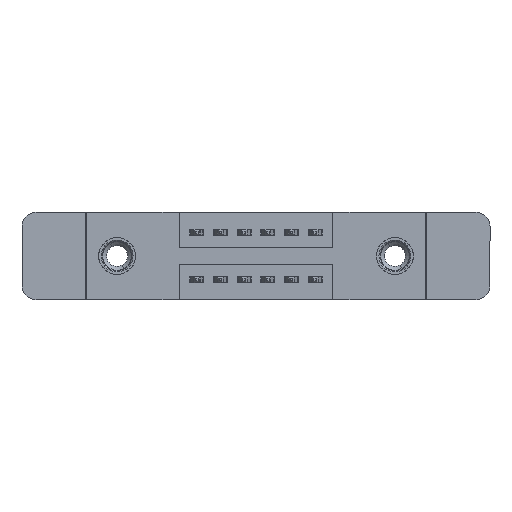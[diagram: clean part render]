
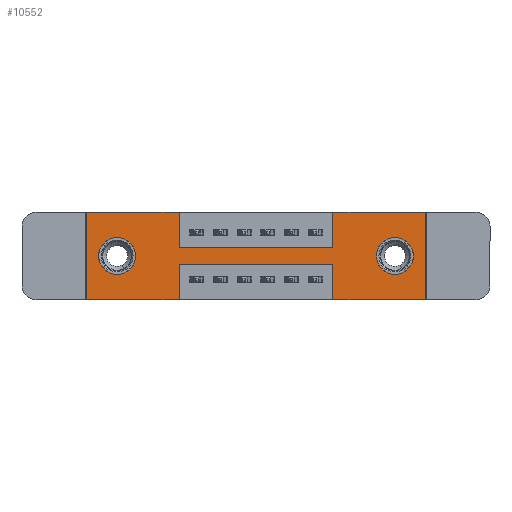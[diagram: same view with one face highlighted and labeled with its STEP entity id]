
A CAD part, front view. The second image highlights one B-rep face of the part: STEP entity #10552.
In plain terms, the highlighted planar face has unit normal (0, -1, 0).
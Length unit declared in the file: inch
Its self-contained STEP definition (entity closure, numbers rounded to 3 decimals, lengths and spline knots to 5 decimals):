
#17 = CARTESIAN_POINT ( 'NONE',  ( 0.3925, 0., -0.15 ) ) ;
#105 = ORIENTED_EDGE ( 'NONE', *, *, #14506, .F. ) ;
#147 = LINE ( 'NONE', #1791, #8522 ) ;
#318 = VECTOR ( 'NONE', #1054, 39.37008 ) ;
#363 = VECTOR ( 'NONE', #2765, 39.37008 ) ;
#368 = CARTESIAN_POINT ( 'NONE',  ( 0., 0., 0. ) ) ;
#410 = DIRECTION ( 'NONE',  ( 0., 0., -1. ) ) ;
#554 = LINE ( 'NONE', #12062, #363 ) ;
#826 = VECTOR ( 'NONE', #12829, 39.37008 ) ;
#859 = EDGE_CURVE ( 'NONE', #3866, #1836, #5891, .T. ) ;
#1054 = DIRECTION ( 'NONE',  ( 0., 0., 1. ) ) ;
#1083 = VECTOR ( 'NONE', #1217, 39.37008 ) ;
#1217 = DIRECTION ( 'NONE',  ( 0., 0., 1. ) ) ;
#1259 = EDGE_CURVE ( 'NONE', #1836, #2228, #12680, .T. ) ;
#1307 = VECTOR ( 'NONE', #13130, 39.37008 ) ;
#1428 = CARTESIAN_POINT ( 'NONE',  ( 1.435, 0., -0.37 ) ) ;
#1576 = DIRECTION ( 'NONE',  ( 0., 1., 0. ) ) ;
#1739 = VECTOR ( 'NONE', #410, 39.37008 ) ;
#1791 = CARTESIAN_POINT ( 'NONE',  ( 1.435, 0., 0. ) ) ;
#1836 = VERTEX_POINT ( 'NONE', #13773 ) ;
#1837 = LINE ( 'NONE', #5363, #9316 ) ;
#1992 = CARTESIAN_POINT ( 'NONE',  ( 0.3925, 0., -0.37 ) ) ;
#2210 = CARTESIAN_POINT ( 'NONE',  ( 1.435, 0., 0. ) ) ;
#2228 = VERTEX_POINT ( 'NONE', #14553 ) ;
#2733 = EDGE_CURVE ( 'NONE', #3607, #3866, #6927, .T. ) ;
#2765 = DIRECTION ( 'NONE',  ( -1., 0., 0. ) ) ;
#2889 = DIRECTION ( 'NONE',  ( 0., 0., -1. ) ) ;
#3100 = DIRECTION ( 'NONE',  ( 0., 0., -1. ) ) ;
#3202 = EDGE_CURVE ( 'NONE', #4428, #3555, #147, .T. ) ;
#3369 = CARTESIAN_POINT ( 'NONE',  ( 0., 0., 0. ) ) ;
#3385 = VERTEX_POINT ( 'NONE', #5608 ) ;
#3410 = CARTESIAN_POINT ( 'NONE',  ( 1.0425, 0., 0. ) ) ;
#3555 = VERTEX_POINT ( 'NONE', #1428 ) ;
#3607 = VERTEX_POINT ( 'NONE', #10740 ) ;
#3627 = EDGE_CURVE ( 'NONE', #3385, #5073, #6178, .T. ) ;
#3659 = DIRECTION ( 'NONE',  ( -1., 0., 0. ) ) ;
#3783 = LINE ( 'NONE', #8545, #1307 ) ;
#3866 = VERTEX_POINT ( 'NONE', #14554 ) ;
#3882 = ORIENTED_EDGE ( 'NONE', *, *, #859, .F. ) ;
#4072 = EDGE_CURVE ( 'NONE', #5616, #14590, #9943, .T. ) ;
#4094 = DIRECTION ( 'NONE',  ( 0., -1., 0. ) ) ;
#4428 = VERTEX_POINT ( 'NONE', #2210 ) ;
#4448 = DIRECTION ( 'NONE',  ( 0., 0., -1. ) ) ;
#4494 = DIRECTION ( 'NONE',  ( 0., 0., -1. ) ) ;
#5073 = VERTEX_POINT ( 'NONE', #10164 ) ;
#5134 = ORIENTED_EDGE ( 'NONE', *, *, #9276, .F. ) ;
#5309 = ORIENTED_EDGE ( 'NONE', *, *, #3202, .F. ) ;
#5363 = CARTESIAN_POINT ( 'NONE',  ( 0.3925, 0., -0.22 ) ) ;
#5424 = LINE ( 'NONE', #368, #826 ) ;
#5429 = EDGE_CURVE ( 'NONE', #13220, #5698, #3783, .T. ) ;
#5475 = LINE ( 'NONE', #3410, #318 ) ;
#5608 = CARTESIAN_POINT ( 'NONE',  ( 1.305, 0., -0.107 ) ) ;
#5616 = VERTEX_POINT ( 'NONE', #6803 ) ;
#5698 = VERTEX_POINT ( 'NONE', #12127 ) ;
#5731 = EDGE_CURVE ( 'NONE', #5698, #5616, #1837, .T. ) ;
#5751 = CARTESIAN_POINT ( 'NONE',  ( 0.3925, 0., 0. ) ) ;
#5800 = LINE ( 'NONE', #10504, #7596 ) ;
#5877 = EDGE_CURVE ( 'NONE', #11671, #13594, #8954, .T. ) ;
#5891 = LINE ( 'NONE', #13404, #8209 ) ;
#6154 = EDGE_LOOP ( 'NONE', ( #7475, #9883 ) ) ;
#6178 = CIRCLE ( 'NONE', #9493, 0.078 ) ;
#6542 = LINE ( 'NONE', #17, #10469 ) ;
#6591 = EDGE_CURVE ( 'NONE', #13594, #11671, #13943, .T. ) ;
#6803 = CARTESIAN_POINT ( 'NONE',  ( 0.3925, 0., -0.22 ) ) ;
#6927 = LINE ( 'NONE', #3369, #1083 ) ;
#7166 = ORIENTED_EDGE ( 'NONE', *, *, #9251, .T. ) ;
#7180 = ORIENTED_EDGE ( 'NONE', *, *, #10325, .F. ) ;
#7187 = VERTEX_POINT ( 'NONE', #11591 ) ;
#7218 = CARTESIAN_POINT ( 'NONE',  ( 0.3925, 0., -0.37 ) ) ;
#7475 = ORIENTED_EDGE ( 'NONE', *, *, #6591, .T. ) ;
#7494 = ORIENTED_EDGE ( 'NONE', *, *, #5731, .F. ) ;
#7504 = AXIS2_PLACEMENT_3D ( 'NONE', #11276, #10129, #12568 ) ;
#7596 = VECTOR ( 'NONE', #3659, 39.37008 ) ;
#7716 = DIRECTION ( 'NONE',  ( 1., 0., 0. ) ) ;
#8116 = FACE_OUTER_BOUND ( 'NONE', #12423, .T. ) ;
#8209 = VECTOR ( 'NONE', #7716, 39.37008 ) ;
#8297 = FACE_BOUND ( 'NONE', #6154, .T. ) ;
#8388 = CARTESIAN_POINT ( 'NONE',  ( 1.305, 0., -0.185 ) ) ;
#8522 = VECTOR ( 'NONE', #12055, 39.37008 ) ;
#8545 = CARTESIAN_POINT ( 'NONE',  ( 1.0425, 0., -0.37 ) ) ;
#8650 = CARTESIAN_POINT ( 'NONE',  ( 1.0425, 0., -0.37 ) ) ;
#8954 = CIRCLE ( 'NONE', #7504, 0.078 ) ;
#9071 = CARTESIAN_POINT ( 'NONE',  ( 1.305, 0., -0.185 ) ) ;
#9251 = EDGE_CURVE ( 'NONE', #5073, #3385, #13342, .T. ) ;
#9276 = EDGE_CURVE ( 'NONE', #7187, #10757, #5475, .T. ) ;
#9316 = VECTOR ( 'NONE', #10931, 39.37008 ) ;
#9364 = EDGE_LOOP ( 'NONE', ( #14178, #7166 ) ) ;
#9493 = AXIS2_PLACEMENT_3D ( 'NONE', #8388, #1576, #2889 ) ;
#9610 = ORIENTED_EDGE ( 'NONE', *, *, #9753, .F. ) ;
#9742 = AXIS2_PLACEMENT_3D ( 'NONE', #9071, #11257, #4448 ) ;
#9753 = EDGE_CURVE ( 'NONE', #2228, #7187, #6542, .T. ) ;
#9883 = ORIENTED_EDGE ( 'NONE', *, *, #5877, .T. ) ;
#9943 = LINE ( 'NONE', #7218, #1739 ) ;
#10012 = AXIS2_PLACEMENT_3D ( 'NONE', #10496, #13925, #13587 ) ;
#10129 = DIRECTION ( 'NONE',  ( 0., 1., 0. ) ) ;
#10164 = CARTESIAN_POINT ( 'NONE',  ( 1.305, 0., -0.263 ) ) ;
#10195 = DIRECTION ( 'NONE',  ( 1., 0., 0. ) ) ;
#10325 = EDGE_CURVE ( 'NONE', #3555, #13220, #5800, .T. ) ;
#10469 = VECTOR ( 'NONE', #10195, 39.37008 ) ;
#10496 = CARTESIAN_POINT ( 'NONE',  ( 0.13, 0., -0.185 ) ) ;
#10504 = CARTESIAN_POINT ( 'NONE',  ( 0., 0., -0.37 ) ) ;
#10552 = ADVANCED_FACE ( 'NONE', ( #12770, #8297, #8116 ), #14228, .T. ) ;
#10740 = CARTESIAN_POINT ( 'NONE',  ( 0., 0., -0.37 ) ) ;
#10757 = VERTEX_POINT ( 'NONE', #13522 ) ;
#10895 = EDGE_CURVE ( 'NONE', #10757, #4428, #5424, .T. ) ;
#10917 = ORIENTED_EDGE ( 'NONE', *, *, #1259, .F. ) ;
#10931 = DIRECTION ( 'NONE',  ( -1., 0., 0. ) ) ;
#10953 = ORIENTED_EDGE ( 'NONE', *, *, #10895, .F. ) ;
#11257 = DIRECTION ( 'NONE',  ( 0., 1., 0. ) ) ;
#11276 = CARTESIAN_POINT ( 'NONE',  ( 0.13, 0., -0.185 ) ) ;
#11591 = CARTESIAN_POINT ( 'NONE',  ( 1.0425, 0., -0.15 ) ) ;
#11671 = VERTEX_POINT ( 'NONE', #13307 ) ;
#11906 = CARTESIAN_POINT ( 'NONE',  ( 0., 0., -0.37 ) ) ;
#11956 = AXIS2_PLACEMENT_3D ( 'NONE', #11906, #4094, #3100 ) ;
#12055 = DIRECTION ( 'NONE',  ( 0., 0., -1. ) ) ;
#12062 = CARTESIAN_POINT ( 'NONE',  ( 0., 0., -0.37 ) ) ;
#12127 = CARTESIAN_POINT ( 'NONE',  ( 1.0425, 0., -0.22 ) ) ;
#12176 = ORIENTED_EDGE ( 'NONE', *, *, #5429, .F. ) ;
#12423 = EDGE_LOOP ( 'NONE', ( #14562, #7494, #12176, #7180, #5309, #10953, #5134, #9610, #10917, #3882, #13642, #105 ) ) ;
#12568 = DIRECTION ( 'NONE',  ( 0., 0., 1. ) ) ;
#12680 = LINE ( 'NONE', #5751, #13902 ) ;
#12770 = FACE_BOUND ( 'NONE', #9364, .T. ) ;
#12829 = DIRECTION ( 'NONE',  ( 1., 0., 0. ) ) ;
#13130 = DIRECTION ( 'NONE',  ( 0., 0., 1. ) ) ;
#13220 = VERTEX_POINT ( 'NONE', #8650 ) ;
#13307 = CARTESIAN_POINT ( 'NONE',  ( 0.13, 0., -0.263 ) ) ;
#13342 = CIRCLE ( 'NONE', #9742, 0.078 ) ;
#13404 = CARTESIAN_POINT ( 'NONE',  ( 0., 0., 0. ) ) ;
#13522 = CARTESIAN_POINT ( 'NONE',  ( 1.0425, 0., 0. ) ) ;
#13587 = DIRECTION ( 'NONE',  ( 0., 0., 1. ) ) ;
#13594 = VERTEX_POINT ( 'NONE', #13908 ) ;
#13642 = ORIENTED_EDGE ( 'NONE', *, *, #2733, .F. ) ;
#13773 = CARTESIAN_POINT ( 'NONE',  ( 0.3925, 0., 0. ) ) ;
#13902 = VECTOR ( 'NONE', #4494, 39.37008 ) ;
#13908 = CARTESIAN_POINT ( 'NONE',  ( 0.13, 0., -0.107 ) ) ;
#13925 = DIRECTION ( 'NONE',  ( 0., 1., 0. ) ) ;
#13943 = CIRCLE ( 'NONE', #10012, 0.078 ) ;
#14178 = ORIENTED_EDGE ( 'NONE', *, *, #3627, .T. ) ;
#14228 = PLANE ( 'NONE',  #11956 ) ;
#14506 = EDGE_CURVE ( 'NONE', #14590, #3607, #554, .T. ) ;
#14553 = CARTESIAN_POINT ( 'NONE',  ( 0.3925, 0., -0.15 ) ) ;
#14554 = CARTESIAN_POINT ( 'NONE',  ( 0., 0., 0. ) ) ;
#14562 = ORIENTED_EDGE ( 'NONE', *, *, #4072, .F. ) ;
#14590 = VERTEX_POINT ( 'NONE', #1992 ) ;
